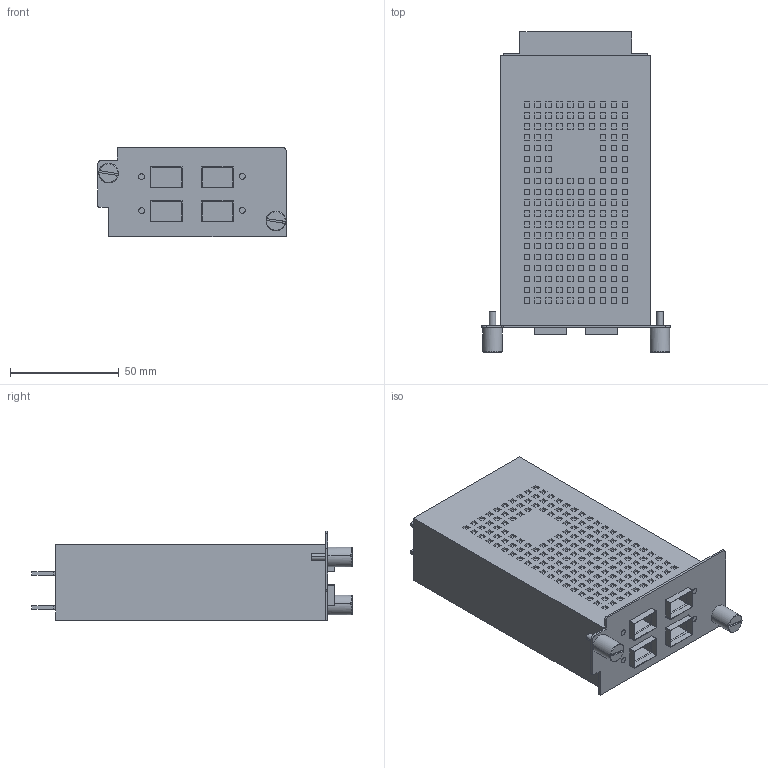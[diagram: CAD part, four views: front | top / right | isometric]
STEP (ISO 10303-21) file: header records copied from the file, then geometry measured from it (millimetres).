
FILE_DESCRIPTION(('CATIA V5 STEP Exchange','CAx-IF Rec.Pracs.--- Model Styling and Organization---1.4--- 2014-01-23'),'2;1');
FILE_NAME ('D1511187_0', '2021-11-22T12:40:59+00:00', ('none'), ('Weidmueller'), 'CATIA Version 5-6 Release 2016 SP3 HF44', 'CATIA V5 STEP AP214', 'none');
FILE_SCHEMA(('AUTOMOTIVE_DESIGN { 1 0 10303 214 1 1 1 1 }'));
Length unit declared in the file: millimetre
Products named in the file (1): S3D_IE_SWM_SL04_4GESFP_4GESFP+
Bounding box: 86.6 x 147.14 x 41.2 mm (x, y, z)
Volume: 280893.1 mm3; surface area: 70525.7 mm2
Topology: 14 solids, 14 shells, 1113 faces, 2652 edges, 1768 vertices
Faces by surface type: plane 1077, cylinder 32, cone 4
Entity records: 28195 total; most frequent: ORIENTED_EDGE 5304, CARTESIAN_POINT 4698, DIRECTION 3074, EDGE_CURVE 2652, VECTOR 2548, LINE 2548, VERTEX_POINT 1768, EDGE_LOOP 1326
